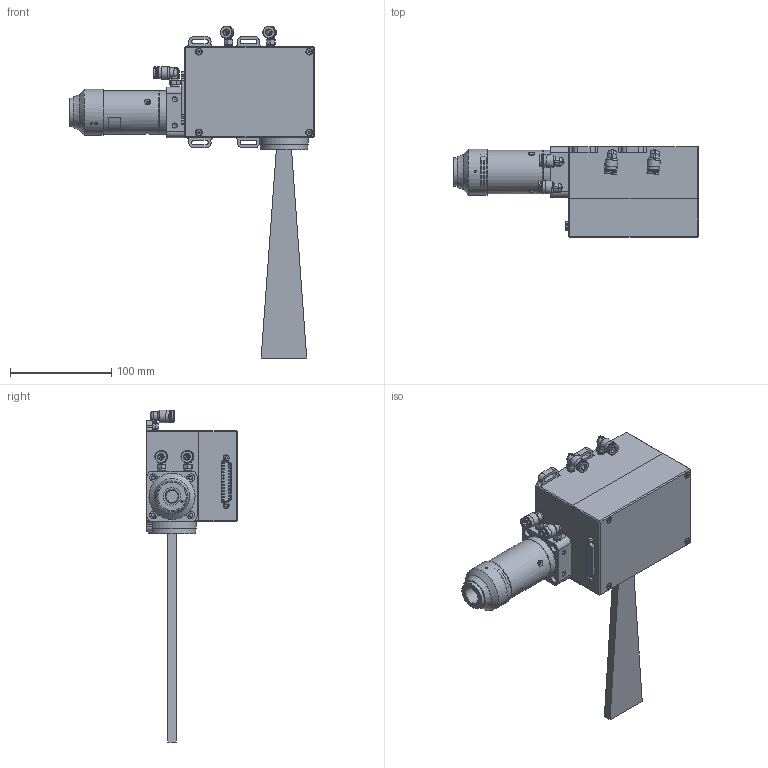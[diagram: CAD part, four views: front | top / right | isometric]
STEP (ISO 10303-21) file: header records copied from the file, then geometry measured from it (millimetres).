
FILE_DESCRIPTION (( 'STEP AP203' ), '1' );
FILE_NAME ('B10淥噩-6S.STEP', '2023-02-27T07:35:09', ( 'Windows 蚚誧' ), ( '' ), 'SwSTEP 2.0', 'SolidWorks 2017', '' );
FILE_SCHEMA (( 'CONFIG_CONTROL_DESIGN' ));
Length unit declared in the file: millimetre
Products named in the file (1): B10淥噩-6S
Bounding box: 241.7 x 89.5 x 328.16 mm (x, y, z)
Volume: 396595.4 mm3; surface area: 223544.5 mm2
Topology: 27 solids, 27 shells, 974 faces, 2323 edges, 1492 vertices
Faces by surface type: plane 394, cylinder 320, cone 184, torus 36, bspline 36, sphere 4
Full cylindrical faces by diameter (mm): 0.3 x1, 1.3 x25, 1.5 x3, 2 x2, 2.2 x8, 2.459 x6, 2.5 x4, 2.658 x2, 3 x4, 3.05 x2, 3.2 x3, 3.242 x3, 3.3 x18, 3.352 x2, 3.4 x4, 4.1 x4, 4.2 x3, 5 x8, 5.54 x4, 6 x12, 6.8 x4, 7.5 x4, 7.7 x8, 8 x4, 11.6 x8, 11.7 x4, 12 x1, 12.5 x4, 13.5 x2, 15 x1
Entity records: 28718 total; most frequent: CARTESIAN_POINT 8171, DIRECTION 4261, ORIENTED_EDGE 3612, EDGE_CURVE 1806, AXIS2_PLACEMENT_3D 1786, EDGE_LOOP 1592, VERTEX_POINT 1338, FACE_OUTER_BOUND 1219
